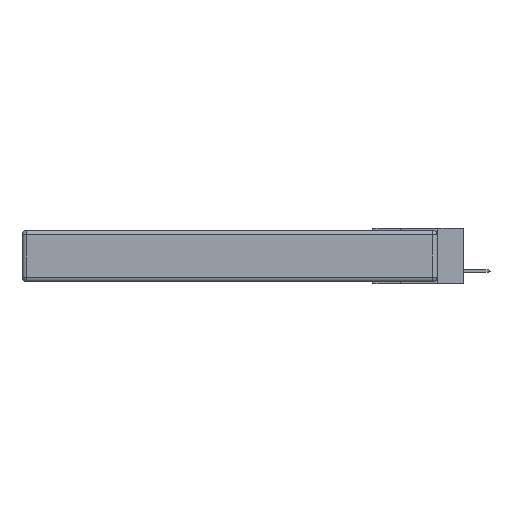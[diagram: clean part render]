
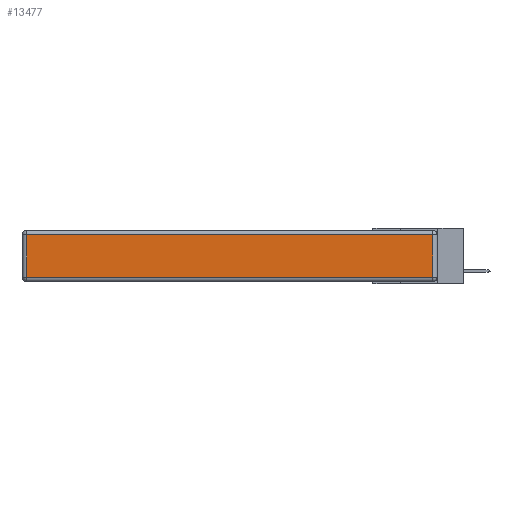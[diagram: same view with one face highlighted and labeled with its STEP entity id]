
A CAD part, left-side view. The second image highlights one B-rep face of the part: STEP entity #13477.
In plain terms, the highlighted planar face has unit normal (-1, 0, 0).
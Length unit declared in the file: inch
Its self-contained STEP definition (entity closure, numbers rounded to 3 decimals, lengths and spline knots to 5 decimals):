
#743 = VECTOR ( 'NONE', #16007, 39.37008 ) ;
#1031 = LINE ( 'NONE', #2300, #15940 ) ;
#2240 = EDGE_CURVE ( 'NONE', #15721, #5090, #10905, .T. ) ;
#2300 = CARTESIAN_POINT ( 'NONE',  ( 0., 2.72, -0.343 ) ) ;
#2818 = DIRECTION ( 'NONE',  ( -1., 0., 0. ) ) ;
#3035 = PLANE ( 'NONE',  #11957 ) ;
#3992 = VECTOR ( 'NONE', #8065, 39.37008 ) ;
#4780 = VERTEX_POINT ( 'NONE', #24239 ) ;
#5090 = VERTEX_POINT ( 'NONE', #19461 ) ;
#5184 = DIRECTION ( 'NONE',  ( 0., 0., 1. ) ) ;
#5582 = CARTESIAN_POINT ( 'NONE',  ( 0., 0., -0.313 ) ) ;
#6275 = DIRECTION ( 'NONE',  ( 0., 0., 1. ) ) ;
#8065 = DIRECTION ( 'NONE',  ( 0., -1., 0. ) ) ;
#9627 = CARTESIAN_POINT ( 'NONE',  ( 0., 2.72, -0.313 ) ) ;
#10217 = FACE_OUTER_BOUND ( 'NONE', #24073, .T. ) ;
#10645 = ORIENTED_EDGE ( 'NONE', *, *, #20156, .T. ) ;
#10905 = LINE ( 'NONE', #5582, #3992 ) ;
#11763 = ORIENTED_EDGE ( 'NONE', *, *, #28628, .T. ) ;
#11957 = AXIS2_PLACEMENT_3D ( 'NONE', #15369, #2818, #5184 ) ;
#12076 = DIRECTION ( 'NONE',  ( 0., 0., -1. ) ) ;
#12948 = CARTESIAN_POINT ( 'NONE',  ( 0., 2.75, -0.03 ) ) ;
#13437 = EDGE_CURVE ( 'NONE', #21669, #15721, #1031, .T. ) ;
#13477 = ADVANCED_FACE ( 'NONE', ( #10217 ), #3035, .T. ) ;
#15328 = LINE ( 'NONE', #18030, #26041 ) ;
#15369 = CARTESIAN_POINT ( 'NONE',  ( 0., 0., -0.343 ) ) ;
#15721 = VERTEX_POINT ( 'NONE', #9627 ) ;
#15940 = VECTOR ( 'NONE', #12076, 39.37008 ) ;
#16007 = DIRECTION ( 'NONE',  ( 0., 1., 0. ) ) ;
#16774 = CARTESIAN_POINT ( 'NONE',  ( 0., 2.72, -0.03 ) ) ;
#18030 = CARTESIAN_POINT ( 'NONE',  ( 0., 0.03, -0.343 ) ) ;
#19461 = CARTESIAN_POINT ( 'NONE',  ( 0., 0.03, -0.313 ) ) ;
#20156 = EDGE_CURVE ( 'NONE', #4780, #21669, #20628, .T. ) ;
#20628 = LINE ( 'NONE', #12948, #743 ) ;
#21669 = VERTEX_POINT ( 'NONE', #16774 ) ;
#24073 = EDGE_LOOP ( 'NONE', ( #30715, #11763, #10645, #28806 ) ) ;
#24239 = CARTESIAN_POINT ( 'NONE',  ( 0., 0.03, -0.03 ) ) ;
#26041 = VECTOR ( 'NONE', #6275, 39.37008 ) ;
#28628 = EDGE_CURVE ( 'NONE', #5090, #4780, #15328, .T. ) ;
#28806 = ORIENTED_EDGE ( 'NONE', *, *, #13437, .T. ) ;
#30715 = ORIENTED_EDGE ( 'NONE', *, *, #2240, .T. ) ;
